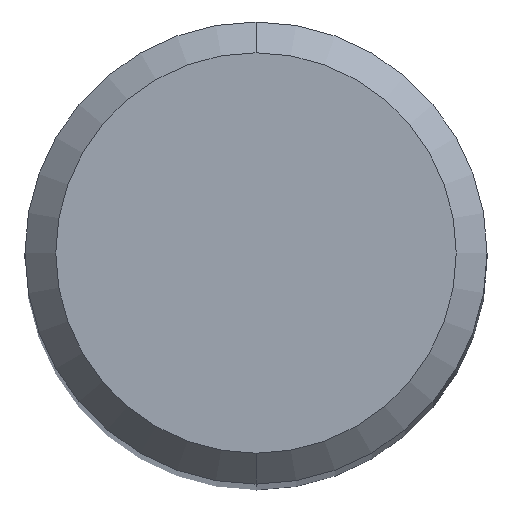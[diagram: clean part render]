
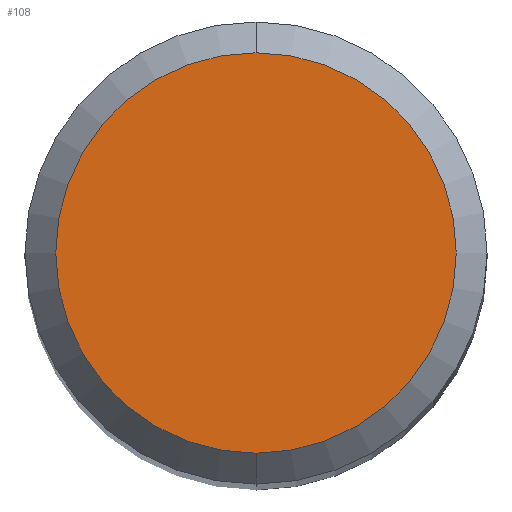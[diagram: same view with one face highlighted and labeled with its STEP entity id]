
A CAD part, top view. The second image highlights one B-rep face of the part: STEP entity #108.
In plain terms, the highlighted planar face has unit normal (0, 0, 1).
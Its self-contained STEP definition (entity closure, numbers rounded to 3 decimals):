
#102=EDGE_CURVE('',#174,#128,#240,.T.);
#108=ADVANCED_FACE('',(#248),#249,.T.);
#128=VERTEX_POINT('',#270);
#156=EDGE_CURVE('',#128,#174,#302,.T.);
#174=VERTEX_POINT('',#324);
#240=CIRCLE('',#389,2.6);
#248=FACE_OUTER_BOUND('',#397,.T.);
#249=PLANE('',#398);
#270=CARTESIAN_POINT('',(0.,-2.6,0.0));
#302=CIRCLE('',#466,2.6);
#324=CARTESIAN_POINT('',(0.0,2.6,0.0));
#389=AXIS2_PLACEMENT_3D('',#554,#555,#556);
#397=EDGE_LOOP('',(#574,#575));
#398=AXIS2_PLACEMENT_3D('',#576,#577,#578);
#466=AXIS2_PLACEMENT_3D('',#640,#641,#642);
#554=CARTESIAN_POINT('',(0.0,0.0,0.0));
#555=DIRECTION('',(0.0,0.0,-1.0));
#556=DIRECTION('',(0.0,1.0,0.0));
#574=ORIENTED_EDGE('',*,*,#102,.F.);
#575=ORIENTED_EDGE('',*,*,#156,.F.);
#576=CARTESIAN_POINT('',(0.0,1.3,0.0));
#577=DIRECTION('',(-0.0,0.0,1.0));
#578=DIRECTION('',(0.0,-1.0,0.0));
#640=CARTESIAN_POINT('',(0.0,0.0,0.0));
#641=DIRECTION('',(0.0,0.0,-1.0));
#642=DIRECTION('',(0.0,1.0,0.0));
